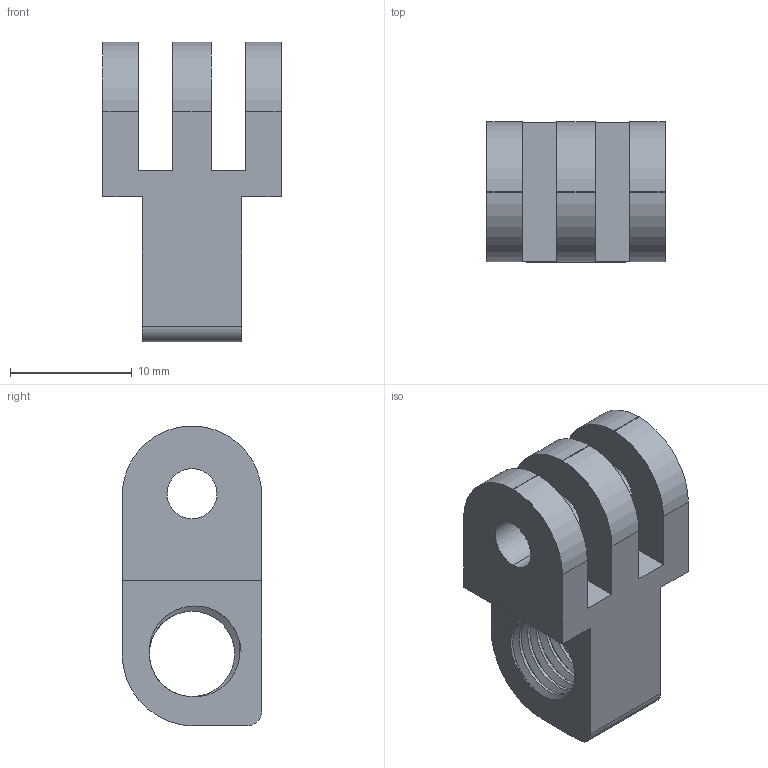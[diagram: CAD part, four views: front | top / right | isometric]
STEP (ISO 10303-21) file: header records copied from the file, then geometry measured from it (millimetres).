
FILE_DESCRIPTION (( 'STEP AP203' ), '1' );
FILE_NAME ('Hinge.STEP', '2024-10-23T17:12:19', ( '' ), ( '' ), 'SwSTEP 2.0', 'SolidWorks 2024', '' );
FILE_SCHEMA (( 'CONFIG_CONTROL_DESIGN' ));
Length unit declared in the file: inch
Products named in the file (1): Hinge
Bounding box: 14.63 x 11.48 x 24.64 mm (x, y, z)
Volume: 1894.8 mm3; surface area: 1926.5 mm2
Topology: 1 solids, 1 shells, 52 faces, 150 edges, 100 vertices
Faces by surface type: cylinder 31, plane 18, bspline 3
Entity records: 3263 total; most frequent: CARTESIAN_POINT 1899, ORIENTED_EDGE 300, DIRECTION 238, EDGE_CURVE 150, VERTEX_POINT 100, AXIS2_PLACEMENT_3D 80, LINE 78, VECTOR 78
